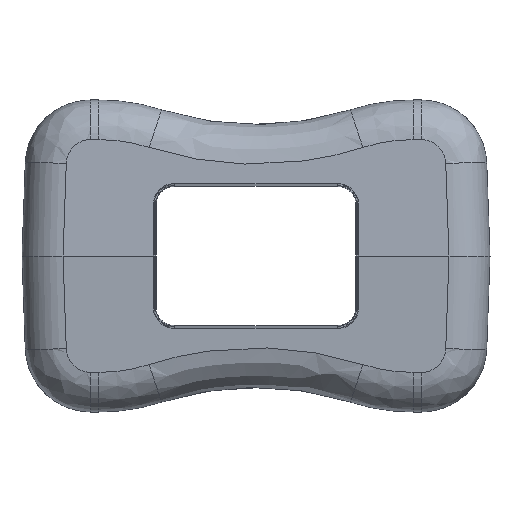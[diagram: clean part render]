
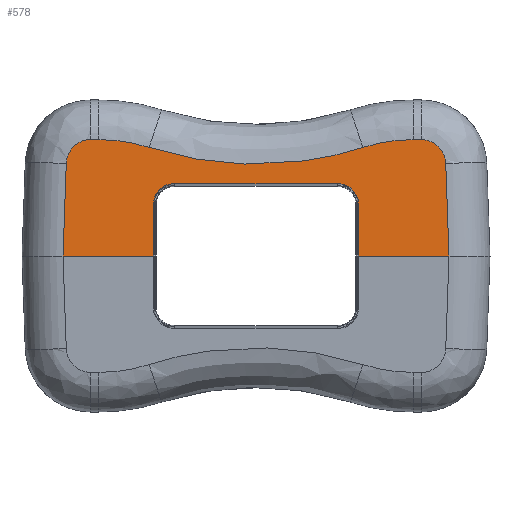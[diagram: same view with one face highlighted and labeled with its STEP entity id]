
A CAD part, front view. The second image highlights one B-rep face of the part: STEP entity #578.
In plain terms, the highlighted planar face has unit normal (0, -0.999, 0.035).
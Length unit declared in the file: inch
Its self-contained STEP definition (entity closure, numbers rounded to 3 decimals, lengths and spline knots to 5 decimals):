
#426=ELLIPSE('',#3509,0.025,0.02498);
#427=ELLIPSE('',#3510,0.025,0.02498);
#428=ELLIPSE('',#3511,0.03002,0.03);
#429=ELLIPSE('',#3512,0.20012,0.2);
#430=ELLIPSE('',#3513,0.42526,0.425);
#431=ELLIPSE('',#3514,0.20012,0.2);
#432=ELLIPSE('',#3515,0.03002,0.03);
#578=ADVANCED_FACE('',(#824),#774,.F.);
#774=PLANE('',#3516);
#824=FACE_OUTER_BOUND('',#1028,.T.);
#1028=EDGE_LOOP('',(#1280,#1281,#1282,#1283,#1284,#1285,#1286,#1287,#1288,
#1289,#1290,#1291,#1292,#1293,#1294,#1295));
#1280=ORIENTED_EDGE('',*,*,#2584,.F.);
#1281=ORIENTED_EDGE('',*,*,#2585,.F.);
#1282=ORIENTED_EDGE('',*,*,#2586,.F.);
#1283=ORIENTED_EDGE('',*,*,#2587,.F.);
#1284=ORIENTED_EDGE('',*,*,#2588,.F.);
#1285=ORIENTED_EDGE('',*,*,#2589,.F.);
#1286=ORIENTED_EDGE('',*,*,#2590,.T.);
#1287=ORIENTED_EDGE('',*,*,#2591,.T.);
#1288=ORIENTED_EDGE('',*,*,#2592,.T.);
#1289=ORIENTED_EDGE('',*,*,#2593,.T.);
#1290=ORIENTED_EDGE('',*,*,#2594,.T.);
#1291=ORIENTED_EDGE('',*,*,#2595,.T.);
#1292=ORIENTED_EDGE('',*,*,#2596,.T.);
#1293=ORIENTED_EDGE('',*,*,#2597,.T.);
#1294=ORIENTED_EDGE('',*,*,#2598,.T.);
#1295=ORIENTED_EDGE('',*,*,#2599,.F.);
#2280=VERTEX_POINT('',#4973);
#2281=VERTEX_POINT('',#4974);
#2282=VERTEX_POINT('',#4976);
#2283=VERTEX_POINT('',#4978);
#2284=VERTEX_POINT('',#4980);
#2285=VERTEX_POINT('',#4982);
#2286=VERTEX_POINT('',#4984);
#2287=VERTEX_POINT('',#4986);
#2288=VERTEX_POINT('',#4988);
#2289=VERTEX_POINT('',#4990);
#2290=VERTEX_POINT('',#4992);
#2291=VERTEX_POINT('',#4994);
#2292=VERTEX_POINT('',#4996);
#2293=VERTEX_POINT('',#4998);
#2294=VERTEX_POINT('',#5000);
#2295=VERTEX_POINT('',#5002);
#2584=EDGE_CURVE('',#2280,#2281,#3076,.T.);
#2585=EDGE_CURVE('',#2282,#2280,#426,.T.);
#2586=EDGE_CURVE('',#2283,#2282,#3077,.T.);
#2587=EDGE_CURVE('',#2284,#2283,#427,.T.);
#2588=EDGE_CURVE('',#2285,#2284,#3078,.T.);
#2589=EDGE_CURVE('',#2286,#2285,#3079,.T.);
#2590=EDGE_CURVE('',#2286,#2287,#3080,.T.);
#2591=EDGE_CURVE('',#2287,#2288,#428,.T.);
#2592=EDGE_CURVE('',#2288,#2289,#3081,.T.);
#2593=EDGE_CURVE('',#2289,#2290,#429,.T.);
#2594=EDGE_CURVE('',#2290,#2291,#430,.T.);
#2595=EDGE_CURVE('',#2291,#2292,#431,.T.);
#2596=EDGE_CURVE('',#2292,#2293,#3082,.T.);
#2597=EDGE_CURVE('',#2293,#2294,#432,.T.);
#2598=EDGE_CURVE('',#2294,#2295,#3083,.T.);
#2599=EDGE_CURVE('',#2281,#2295,#3084,.T.);
#3076=LINE('',#4972,#3296);
#3077=LINE('',#4977,#3297);
#3078=LINE('',#4981,#3298);
#3079=LINE('',#4983,#3299);
#3080=LINE('',#4985,#3300);
#3081=LINE('',#4989,#3301);
#3082=LINE('',#4997,#3302);
#3083=LINE('',#5001,#3303);
#3084=LINE('',#5003,#3304);
#3296=VECTOR('',#3967,1.);
#3297=VECTOR('',#3970,1.);
#3298=VECTOR('',#3973,1.);
#3299=VECTOR('',#3974,1.);
#3300=VECTOR('',#3975,1.);
#3301=VECTOR('',#3978,1.);
#3302=VECTOR('',#3985,1.);
#3303=VECTOR('',#3988,1.);
#3304=VECTOR('',#3989,1.);
#3509=AXIS2_PLACEMENT_3D('',#4975,#3968,#3969);
#3510=AXIS2_PLACEMENT_3D('',#4979,#3971,#3972);
#3511=AXIS2_PLACEMENT_3D('',#4987,#3976,#3977);
#3512=AXIS2_PLACEMENT_3D('',#4991,#3979,#3980);
#3513=AXIS2_PLACEMENT_3D('',#4993,#3981,#3982);
#3514=AXIS2_PLACEMENT_3D('',#4995,#3983,#3984);
#3515=AXIS2_PLACEMENT_3D('',#4999,#3986,#3987);
#3516=AXIS2_PLACEMENT_3D('',#5004,#3990,#3991);
#3967=DIRECTION('',(0.,-0.035,-0.999));
#3968=DIRECTION('',(0.,-0.999,0.035));
#3969=DIRECTION('',(0.,-0.035,-0.999));
#3970=DIRECTION('',(-1.,0.,0.));
#3971=DIRECTION('',(0.,-0.999,0.035));
#3972=DIRECTION('',(0.,-0.035,-0.999));
#3973=DIRECTION('',(0.,0.035,0.999));
#3974=DIRECTION('',(-1.,0.,0.));
#3975=DIRECTION('',(-0.035,0.035,0.999));
#3976=DIRECTION('',(0.,-0.999,0.035));
#3977=DIRECTION('',(0.,-0.035,-0.999));
#3978=DIRECTION('',(-1.,0.,0.));
#3979=DIRECTION('',(0.,-0.999,0.035));
#3980=DIRECTION('',(0.,0.035,0.999));
#3981=DIRECTION('',(0.,0.999,-0.035));
#3982=DIRECTION('',(0.,0.035,0.999));
#3983=DIRECTION('',(0.,-0.999,0.035));
#3984=DIRECTION('',(0.,0.035,0.999));
#3985=DIRECTION('',(-1.,0.,0.));
#3986=DIRECTION('',(0.,-0.999,0.035));
#3987=DIRECTION('',(0.,0.035,0.999));
#3988=DIRECTION('',(-0.035,-0.035,-0.999));
#3989=DIRECTION('',(-1.,0.,0.));
#3990=DIRECTION('',(0.,0.999,-0.035));
#3991=DIRECTION('',(0.,0.035,0.999));
#4972=CARTESIAN_POINT('',(0.16,0.,0.19004));
#4973=CARTESIAN_POINT('',(0.16002,0.0022,0.253));
#4974=CARTESIAN_POINT('',(0.16,0.,0.19));
#4975=CARTESIAN_POINT('',(0.185,0.0022,0.25299));
#4976=CARTESIAN_POINT('',(0.185,0.00307,0.27797));
#4977=CARTESIAN_POINT('',(0.285,0.00307,0.27797));
#4978=CARTESIAN_POINT('',(0.385,0.00307,0.27797));
#4979=CARTESIAN_POINT('',(0.385,0.0022,0.25299));
#4980=CARTESIAN_POINT('',(0.40998,0.0022,0.253));
#4981=CARTESIAN_POINT('',(0.41,0.,0.19004));
#4982=CARTESIAN_POINT('',(0.41,0.,0.19));
#4983=CARTESIAN_POINT('',(0.285,0.,0.19));
#4984=CARTESIAN_POINT('',(0.52003,0.,0.19));
#4985=CARTESIAN_POINT('',(0.51974,0.00029,0.19819));
#4986=CARTESIAN_POINT('',(0.51609,0.00394,0.30279));
#4987=CARTESIAN_POINT('',(0.48611,0.0039,0.30174));
#4988=CARTESIAN_POINT('',(0.48611,0.00495,0.33174));
#4989=CARTESIAN_POINT('',(0.285,0.00495,0.33174));
#4990=CARTESIAN_POINT('',(0.47631,0.00495,0.33174));
#4991=CARTESIAN_POINT('',(0.47631,-0.00203,0.13174));
#4992=CARTESIAN_POINT('',(0.41509,0.00461,0.32214));
#4993=CARTESIAN_POINT('',(0.285,0.01874,0.72674));
#4994=CARTESIAN_POINT('',(0.15491,0.00461,0.32214));
#4995=CARTESIAN_POINT('',(0.09369,-0.00203,0.13174));
#4996=CARTESIAN_POINT('',(0.09369,0.00495,0.33174));
#4997=CARTESIAN_POINT('',(0.285,0.00495,0.33174));
#4998=CARTESIAN_POINT('',(0.08389,0.00495,0.33174));
#4999=CARTESIAN_POINT('',(0.08389,0.0039,0.30174));
#5000=CARTESIAN_POINT('',(0.05391,0.00394,0.30279));
#5001=CARTESIAN_POINT('',(0.05026,0.00029,0.19819));
#5002=CARTESIAN_POINT('',(0.04997,0.,0.19));
#5003=CARTESIAN_POINT('',(0.285,0.,0.19));
#5004=CARTESIAN_POINT('',(0.285,0.,0.19));
